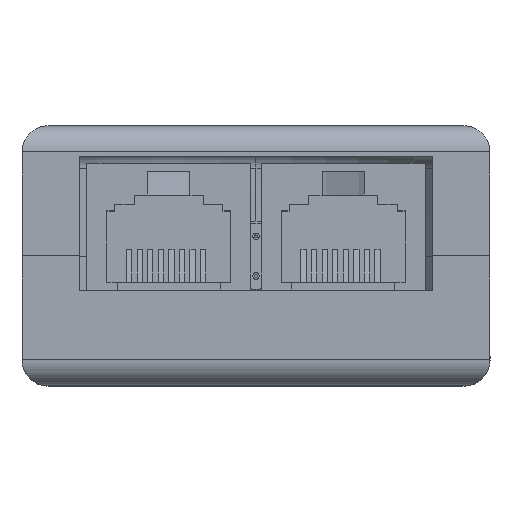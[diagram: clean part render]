
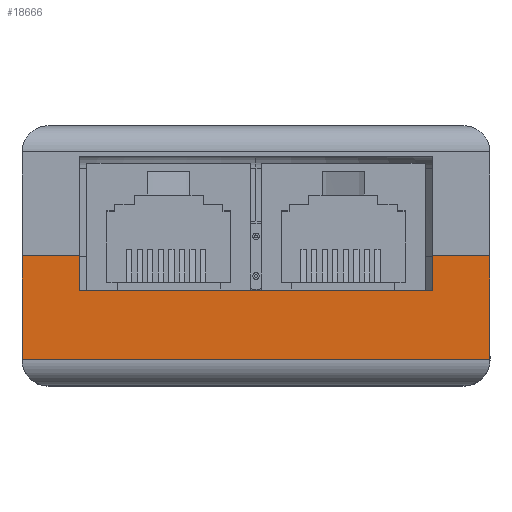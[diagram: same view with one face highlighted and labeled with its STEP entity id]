
A CAD part, top view. The second image highlights one B-rep face of the part: STEP entity #18666.
In plain terms, the highlighted planar face has unit normal (0, 0, 1).
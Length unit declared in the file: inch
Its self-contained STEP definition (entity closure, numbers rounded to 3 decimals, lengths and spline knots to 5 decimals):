
#670 = CARTESIAN_POINT ( 'NONE',  ( 0.88583, -0.24606, 0.88583 ) ) ;
#671 = CARTESIAN_POINT ( 'NONE',  ( 0.66929, -0.24606, 0.88583 ) ) ;
#672 = DIRECTION ( 'NONE',  ( 0., 1., 0. ) ) ;
#673 = VECTOR ( 'NONE', #672, 39.37008 ) ;
#674 = CARTESIAN_POINT ( 'NONE',  ( 0.66929, -0.24606, 0.88583 ) ) ;
#675 = LINE ( 'NONE', #674, #673 ) ;
#676 = CARTESIAN_POINT ( 'NONE',  ( 0.66929, -0.11614, 0.88583 ) ) ;
#677 = DIRECTION ( 'NONE',  ( -1., 0., 0. ) ) ;
#678 = VECTOR ( 'NONE', #677, 39.37008 ) ;
#679 = CARTESIAN_POINT ( 'NONE',  ( -0.66929, -0.11614, 0.88583 ) ) ;
#680 = LINE ( 'NONE', #679, #678 ) ;
#719 = CARTESIAN_POINT ( 'NONE',  ( 0.88583, 0.14764, 0.88583 ) ) ;
#721 = DIRECTION ( 'NONE',  ( 0., -1., 0. ) ) ;
#722 = VECTOR ( 'NONE', #721, 39.37008 ) ;
#723 = CARTESIAN_POINT ( 'NONE',  ( 0.88583, 0.24606, 0.88583 ) ) ;
#724 = LINE ( 'NONE', #723, #722 ) ;
#725 = DIRECTION ( 'NONE',  ( 1., 0., 0. ) ) ;
#726 = VECTOR ( 'NONE', #725, 39.37008 ) ;
#727 = CARTESIAN_POINT ( 'NONE',  ( 0.88583, -0.24606, 0.88583 ) ) ;
#728 = LINE ( 'NONE', #727, #726 ) ;
#729 = CARTESIAN_POINT ( 'NONE',  ( -0.66929, -0.24606, 0.88583 ) ) ;
#823 = DIRECTION ( 'NONE',  ( -1., 0., 0. ) ) ;
#824 = VECTOR ( 'NONE', #823, 39.37008 ) ;
#825 = CARTESIAN_POINT ( 'NONE',  ( -0.88583, 0.14764, 0.88583 ) ) ;
#826 = LINE ( 'NONE', #825, #824 ) ;
#15624 = CARTESIAN_POINT ( 'NONE',  ( -0.66929, -0.11614, 0.88583 ) ) ;
#15625 = DIRECTION ( 'NONE',  ( 0., -1., 0. ) ) ;
#15626 = VECTOR ( 'NONE', #15625, 39.37008 ) ;
#15627 = CARTESIAN_POINT ( 'NONE',  ( -0.66929, -0.24606, 0.88583 ) ) ;
#15628 = LINE ( 'NONE', #15627, #15626 ) ;
#15629 = DIRECTION ( 'NONE',  ( -1., 0., 0. ) ) ;
#15630 = DIRECTION ( 'NONE',  ( 0., 0., -1. ) ) ;
#15631 = CARTESIAN_POINT ( 'NONE',  ( 0.88583, 0.24606, 0.88583 ) ) ;
#15632 = AXIS2_PLACEMENT_3D ( 'NONE', #15631, #15630, #15629 ) ;
#15633 = PLANE ( 'NONE',  #15632 ) ;
#15634 = FACE_OUTER_BOUND ( 'NONE', #18664, .T. ) ;
#15635 = DIRECTION ( 'NONE',  ( 0., -1., 0. ) ) ;
#15636 = VECTOR ( 'NONE', #15635, 39.37008 ) ;
#15637 = CARTESIAN_POINT ( 'NONE',  ( -0.88583, 0.24606, 0.88583 ) ) ;
#15638 = LINE ( 'NONE', #15637, #15636 ) ;
#15669 = CARTESIAN_POINT ( 'NONE',  ( -0.88583, -0.24606, 0.88583 ) ) ;
#15670 = DIRECTION ( 'NONE',  ( 1., 0., 0. ) ) ;
#15671 = VECTOR ( 'NONE', #15670, 39.37008 ) ;
#15672 = CARTESIAN_POINT ( 'NONE',  ( 0.88583, -0.24606, 0.88583 ) ) ;
#15673 = LINE ( 'NONE', #15672, #15671 ) ;
#15713 = CARTESIAN_POINT ( 'NONE',  ( -0.88583, 0.14764, 0.88583 ) ) ;
#18664 = EDGE_LOOP ( 'NONE', ( #18668, #18670, #18676, #18776, #18818, #18820, #18837, #18839 ) ) ;
#18665 = EDGE_CURVE ( 'NONE', #18695, #18689, #15638, .T. ) ;
#18666 = ADVANCED_FACE ( 'NONE', ( #15634 ), #15633, .F. ) ;
#18668 = ORIENTED_EDGE ( 'NONE', *, *, #18687, .T. ) ;
#18670 = ORIENTED_EDGE ( 'NONE', *, *, #18672, .F. ) ;
#18672 = EDGE_CURVE ( 'NONE', #18675, #18816, #15628, .T. ) ;
#18675 = VERTEX_POINT ( 'NONE', #15624 ) ;
#18676 = ORIENTED_EDGE ( 'NONE', *, *, #18774, .F. ) ;
#18687 = EDGE_CURVE ( 'NONE', #18689, #18816, #15673, .T. ) ;
#18689 = VERTEX_POINT ( 'NONE', #15669 ) ;
#18695 = VERTEX_POINT ( 'NONE', #15713 ) ;
#18774 = EDGE_CURVE ( 'NONE', #18775, #18675, #680, .T. ) ;
#18775 = VERTEX_POINT ( 'NONE', #676 ) ;
#18776 = ORIENTED_EDGE ( 'NONE', *, *, #18777, .F. ) ;
#18777 = EDGE_CURVE ( 'NONE', #18778, #18775, #675, .T. ) ;
#18778 = VERTEX_POINT ( 'NONE', #671 ) ;
#18779 = VERTEX_POINT ( 'NONE', #670 ) ;
#18816 = VERTEX_POINT ( 'NONE', #729 ) ;
#18818 = ORIENTED_EDGE ( 'NONE', *, *, #18819, .T. ) ;
#18819 = EDGE_CURVE ( 'NONE', #18778, #18779, #728, .T. ) ;
#18820 = ORIENTED_EDGE ( 'NONE', *, *, #18823, .F. ) ;
#18823 = EDGE_CURVE ( 'NONE', #18824, #18779, #724, .T. ) ;
#18824 = VERTEX_POINT ( 'NONE', #719 ) ;
#18837 = ORIENTED_EDGE ( 'NONE', *, *, #18838, .T. ) ;
#18838 = EDGE_CURVE ( 'NONE', #18824, #18695, #826, .T. ) ;
#18839 = ORIENTED_EDGE ( 'NONE', *, *, #18665, .T. ) ;
